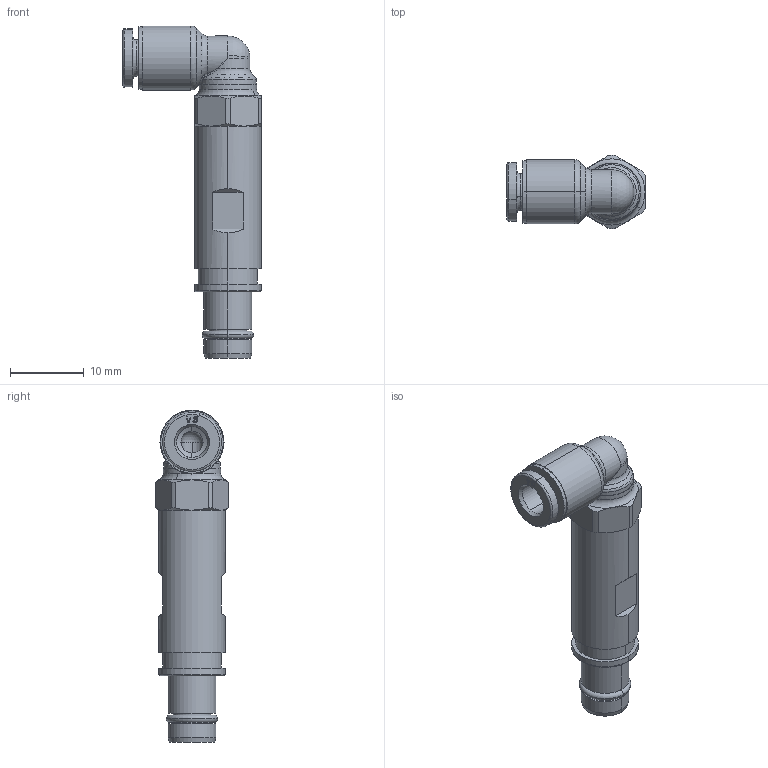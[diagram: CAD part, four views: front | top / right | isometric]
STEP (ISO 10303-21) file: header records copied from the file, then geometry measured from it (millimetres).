
FILE_DESCRIPTION(('Creo Elements/Direct Modeling STEP Export'),'2;1');
FILE_NAME('0ln7uvk5btloigt2516','2021-07-27T11:34:20',(''),(''),'Creo Elements/Direct Modeling STEP processor for AP214 (Solid Model)','Creo Elements/Direct Modeling 20.1B 02-Apr-2019 (C) Parametric Technology GmbH','');
FILE_SCHEMA(('AUTOMOTIVE_DESIGN { 1 0 10303 214 1 1 1 1 }'));
Length unit declared in the file: millimetre
Products named in the file (2): CX_4.0_MPAM
Assembly tree (1 placements, depth 2):
  CX_4.0_MPAM
    CX_4.0_MPAM
Bounding box: 18.75 x 10 x 45.1 mm (x, y, z)
Volume: 2231.5 mm3; surface area: 2297.9 mm2
Topology: 1 solids, 1 shells, 164 faces, 411 edges, 257 vertices
Faces by surface type: plane 55, cylinder 49, cone 21, torus 17, bspline 14, sphere 4, extrusion 4
Entity records: 6566 total; most frequent: CARTESIAN_POINT 1621, ORIENTED_EDGE 810, DIRECTION 682, EDGE_CURVE 405, AXIS2_PLACEMENT_3D 266, VERTEX_POINT 257, EDGE_LOOP 180, FACE_OUTER_BOUND 164
